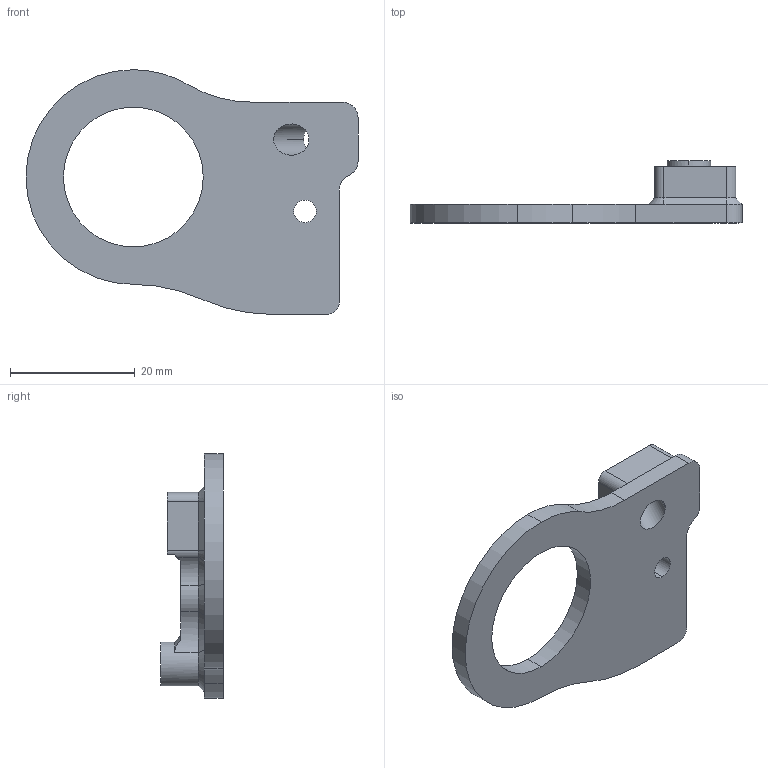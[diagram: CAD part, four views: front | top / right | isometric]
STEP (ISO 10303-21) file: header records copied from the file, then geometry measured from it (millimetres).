
FILE_DESCRIPTION (( 'STEP AP214' ), '1' );
FILE_NAME ('FF_Template_Fits.STEP', '2022-11-20T21:16:48', ( '' ), ( '' ), 'SwSTEP 2.0', 'SolidWorks 2020', '' );
FILE_SCHEMA (( 'AUTOMOTIVE_DESIGN' ));
Length unit declared in the file: millimetre
Products named in the file (1): FF_Template_Fits
Bounding box: 53.2 x 10 x 39.2 mm (x, y, z)
Volume: 4727.6 mm3; surface area: 3838.8 mm2
Topology: 1 solids, 1 shells, 63 faces, 159 edges, 100 vertices
Faces by surface type: cylinder 31, plane 19, cone 13
Entity records: 1968 total; most frequent: CARTESIAN_POINT 383, DIRECTION 343, ORIENTED_EDGE 318, EDGE_CURVE 159, AXIS2_PLACEMENT_3D 134, VERTEX_POINT 100, VECTOR 75, LINE 75
